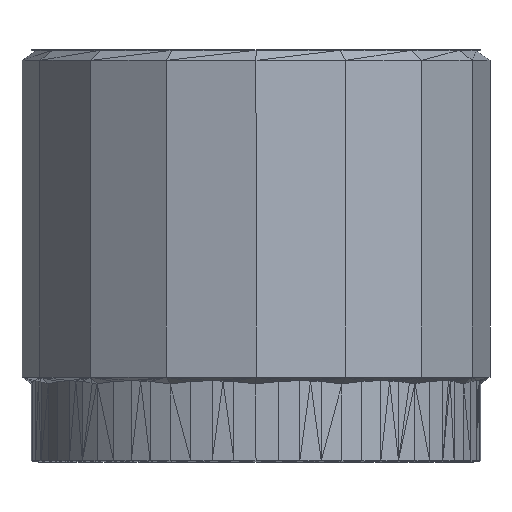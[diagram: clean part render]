
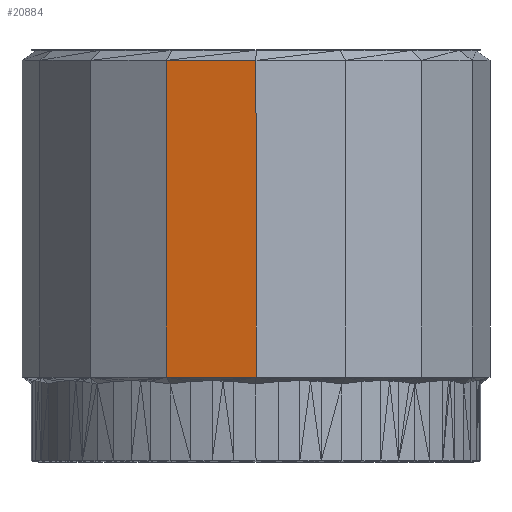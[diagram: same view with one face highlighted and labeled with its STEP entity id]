
A CAD part, left-side view. The second image highlights one B-rep face of the part: STEP entity #20884.
In plain terms, the highlighted planar face has unit normal (-0.981, 0.195, 0).
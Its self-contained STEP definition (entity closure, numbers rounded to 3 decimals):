
#507 = VERTEX_POINT('',#508);
#508 = CARTESIAN_POINT('',(-6.25,0.,10.72));
#527 = PLANE('',#528);
#528 = AXIS2_PLACEMENT_3D('',#529,#530,#531);
#529 = CARTESIAN_POINT('',(-5.931,1.092,
    10.793));
#530 = DIRECTION('',(-0.58,0.115,0.806));
#531 = DIRECTION('',(0.812,0.,0.584));
#608 = PLANE('',#609);
#609 = AXIS2_PLACEMENT_3D('',#610,#611,#612);
#610 = CARTESIAN_POINT('',(-6.012,-1.196,
    6.49));
#611 = DIRECTION('',(-0.981,-0.195,-0.));
#612 = DIRECTION('',(0.195,-0.981,0.));
#872 = VERTEX_POINT('',#873);
#873 = CARTESIAN_POINT('',(-5.774,2.392,
    10.72));
#899 = EDGE_CURVE('',#872,#507,#900,.T.);
#900 = SURFACE_CURVE('',#901,(#905,#912),.PCURVE_S1.);
#901 = LINE('',#902,#903);
#902 = CARTESIAN_POINT('',(-5.774,2.392,
    10.72));
#903 = VECTOR('',#904,1.);
#904 = DIRECTION('',(-0.195,-0.981,0.));
#905 = PCURVE('',#527,#906);
#906 = DEFINITIONAL_REPRESENTATION('',(#907),#911);
#907 = LINE('',#908,#909);
#908 = CARTESIAN_POINT('',(0.085,1.309));
#909 = VECTOR('',#910,1.);
#910 = DIRECTION('',(-0.158,-0.987));
#911 = ( GEOMETRIC_REPRESENTATION_CONTEXT(2) 
PARAMETRIC_REPRESENTATION_CONTEXT() REPRESENTATION_CONTEXT('2D SPACE',''
  ) );
#912 = PCURVE('',#913,#918);
#913 = PLANE('',#914);
#914 = AXIS2_PLACEMENT_3D('',#915,#916,#917);
#915 = CARTESIAN_POINT('',(-6.012,1.196,6.49
    ));
#916 = DIRECTION('',(-0.981,0.195,-0.));
#917 = DIRECTION('',(-0.195,-0.981,0.));
#918 = DEFINITIONAL_REPRESENTATION('',(#919),#923);
#919 = LINE('',#920,#921);
#920 = CARTESIAN_POINT('',(-1.219,4.23));
#921 = VECTOR('',#922,1.);
#922 = DIRECTION('',(1.,0.));
#923 = ( GEOMETRIC_REPRESENTATION_CONTEXT(2) 
PARAMETRIC_REPRESENTATION_CONTEXT() REPRESENTATION_CONTEXT('2D SPACE',''
  ) );
#1024 = PLANE('',#1025);
#1025 = AXIS2_PLACEMENT_3D('',#1026,#1027,#1028);
#1026 = CARTESIAN_POINT('',(-5.097,3.406,6.49
    ));
#1027 = DIRECTION('',(-0.831,0.556,-0.));
#1028 = DIRECTION('',(-0.556,-0.831,0.));
#10879 = VERTEX_POINT('',#10880);
#10880 = CARTESIAN_POINT('',(-5.774,2.392,
    2.26));
#16376 = VERTEX_POINT('',#16377);
#16377 = CARTESIAN_POINT('',(-6.25,0.,2.26));
#17253 = PLANE('',#17254);
#17254 = AXIS2_PLACEMENT_3D('',#17255,#17256,#17257);
#17255 = CARTESIAN_POINT('',(-5.98,1.19,
    2.236));
#17256 = DIRECTION('',(-0.581,0.116,-0.806));
#17257 = DIRECTION('',(-0.811,0.,0.585
    ));
#17558 = EDGE_CURVE('',#10879,#16376,#17559,.T.);
#17559 = SURFACE_CURVE('',#17560,(#17564,#17571),.PCURVE_S1.);
#17560 = LINE('',#17561,#17562);
#17561 = CARTESIAN_POINT('',(-5.774,2.392,
    2.26));
#17562 = VECTOR('',#17563,1.);
#17563 = DIRECTION('',(-0.195,-0.981,0.));
#17564 = PCURVE('',#17253,#17565);
#17565 = DEFINITIONAL_REPRESENTATION('',(#17566),#17570);
#17566 = LINE('',#17567,#17568);
#17567 = CARTESIAN_POINT('',(-0.153,1.21));
#17568 = VECTOR('',#17569,1.);
#17569 = DIRECTION('',(0.158,-0.987));
#17570 = ( GEOMETRIC_REPRESENTATION_CONTEXT(2) 
PARAMETRIC_REPRESENTATION_CONTEXT() REPRESENTATION_CONTEXT('2D SPACE',''
  ) );
#17571 = PCURVE('',#913,#17572);
#17572 = DEFINITIONAL_REPRESENTATION('',(#17573),#17577);
#17573 = LINE('',#17574,#17575);
#17574 = CARTESIAN_POINT('',(-1.219,-4.23));
#17575 = VECTOR('',#17576,1.);
#17576 = DIRECTION('',(1.,0.));
#17577 = ( GEOMETRIC_REPRESENTATION_CONTEXT(2) 
PARAMETRIC_REPRESENTATION_CONTEXT() REPRESENTATION_CONTEXT('2D SPACE',''
  ) );
#18879 = EDGE_CURVE('',#507,#16376,#18880,.T.);
#18880 = SURFACE_CURVE('',#18881,(#18885,#18892),.PCURVE_S1.);
#18881 = LINE('',#18882,#18883);
#18882 = CARTESIAN_POINT('',(-6.25,0.,10.72));
#18883 = VECTOR('',#18884,1.);
#18884 = DIRECTION('',(0.,0.,-1.));
#18885 = PCURVE('',#608,#18886);
#18886 = DEFINITIONAL_REPRESENTATION('',(#18887),#18891);
#18887 = LINE('',#18888,#18889);
#18888 = CARTESIAN_POINT('',(-1.219,4.23));
#18889 = VECTOR('',#18890,1.);
#18890 = DIRECTION('',(0.,-1.));
#18891 = ( GEOMETRIC_REPRESENTATION_CONTEXT(2) 
PARAMETRIC_REPRESENTATION_CONTEXT() REPRESENTATION_CONTEXT('2D SPACE',''
  ) );
#18892 = PCURVE('',#913,#18893);
#18893 = DEFINITIONAL_REPRESENTATION('',(#18894),#18898);
#18894 = LINE('',#18895,#18896);
#18895 = CARTESIAN_POINT('',(1.219,4.23));
#18896 = VECTOR('',#18897,1.);
#18897 = DIRECTION('',(0.,-1.));
#18898 = ( GEOMETRIC_REPRESENTATION_CONTEXT(2) 
PARAMETRIC_REPRESENTATION_CONTEXT() REPRESENTATION_CONTEXT('2D SPACE',''
  ) );
#20884 = ADVANCED_FACE('',(#20885),#913,.T.);
#20885 = FACE_BOUND('',#20886,.T.);
#20886 = EDGE_LOOP('',(#20887,#20888,#20889,#20890));
#20887 = ORIENTED_EDGE('',*,*,#17558,.T.);
#20888 = ORIENTED_EDGE('',*,*,#18879,.F.);
#20889 = ORIENTED_EDGE('',*,*,#899,.F.);
#20890 = ORIENTED_EDGE('',*,*,#20891,.T.);
#20891 = EDGE_CURVE('',#872,#10879,#20892,.T.);
#20892 = SURFACE_CURVE('',#20893,(#20897,#20904),.PCURVE_S1.);
#20893 = LINE('',#20894,#20895);
#20894 = CARTESIAN_POINT('',(-5.774,2.392,
    10.72));
#20895 = VECTOR('',#20896,1.);
#20896 = DIRECTION('',(0.,0.,-1.));
#20897 = PCURVE('',#913,#20898);
#20898 = DEFINITIONAL_REPRESENTATION('',(#20899),#20903);
#20899 = LINE('',#20900,#20901);
#20900 = CARTESIAN_POINT('',(-1.219,4.23));
#20901 = VECTOR('',#20902,1.);
#20902 = DIRECTION('',(-0.,-1.));
#20903 = ( GEOMETRIC_REPRESENTATION_CONTEXT(2) 
PARAMETRIC_REPRESENTATION_CONTEXT() REPRESENTATION_CONTEXT('2D SPACE',''
  ) );
#20904 = PCURVE('',#1024,#20905);
#20905 = DEFINITIONAL_REPRESENTATION('',(#20906),#20910);
#20906 = LINE('',#20907,#20908);
#20907 = CARTESIAN_POINT('',(1.219,4.23));
#20908 = VECTOR('',#20909,1.);
#20909 = DIRECTION('',(-0.,-1.));
#20910 = ( GEOMETRIC_REPRESENTATION_CONTEXT(2) 
PARAMETRIC_REPRESENTATION_CONTEXT() REPRESENTATION_CONTEXT('2D SPACE',''
  ) );
